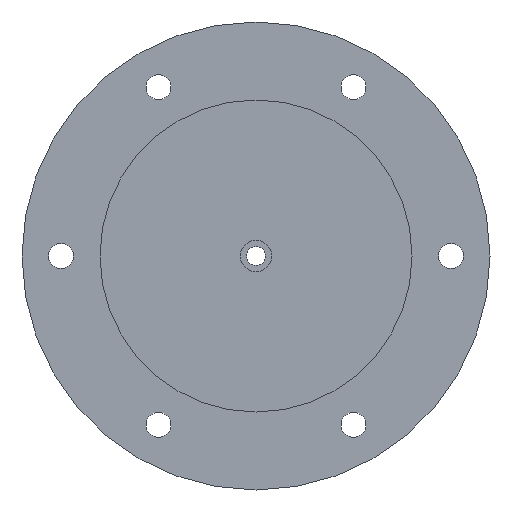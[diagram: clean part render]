
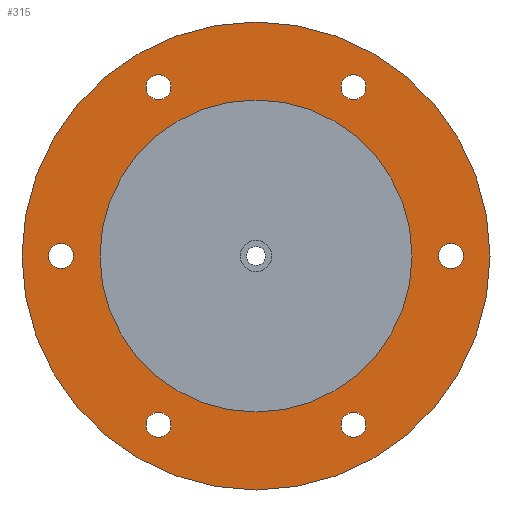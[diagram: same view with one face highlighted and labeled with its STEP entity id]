
A CAD part, front view. The second image highlights one B-rep face of the part: STEP entity #315.
In plain terms, the highlighted planar face has unit normal (0, -1, 0).
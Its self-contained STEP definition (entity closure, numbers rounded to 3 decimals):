
#27=FACE_BOUND('',#86,.T.);
#28=FACE_BOUND('',#87,.T.);
#29=FACE_BOUND('',#88,.T.);
#30=FACE_BOUND('',#89,.T.);
#31=FACE_BOUND('',#90,.T.);
#32=FACE_BOUND('',#91,.T.);
#33=FACE_BOUND('',#92,.T.);
#39=PLANE('',#378);
#57=FACE_OUTER_BOUND('',#85,.T.);
#85=EDGE_LOOP('',(#269));
#86=EDGE_LOOP('',(#270));
#87=EDGE_LOOP('',(#271));
#88=EDGE_LOOP('',(#272));
#89=EDGE_LOOP('',(#273));
#90=EDGE_LOOP('',(#274));
#91=EDGE_LOOP('',(#275));
#92=EDGE_LOOP('',(#276));
#125=CIRCLE('',#344,4.);
#127=CIRCLE('',#347,4.);
#129=CIRCLE('',#350,4.);
#131=CIRCLE('',#353,4.);
#133=CIRCLE('',#356,4.);
#137=CIRCLE('',#362,4.);
#145=CIRCLE('',#377,75.);
#146=CIRCLE('',#379,50.);
#150=VERTEX_POINT('',#492);
#152=VERTEX_POINT('',#498);
#154=VERTEX_POINT('',#504);
#156=VERTEX_POINT('',#510);
#158=VERTEX_POINT('',#516);
#162=VERTEX_POINT('',#528);
#170=VERTEX_POINT('',#555);
#171=VERTEX_POINT('',#559);
#175=EDGE_CURVE('',#150,#150,#125,.T.);
#178=EDGE_CURVE('',#152,#152,#127,.T.);
#181=EDGE_CURVE('',#154,#154,#129,.T.);
#184=EDGE_CURVE('',#156,#156,#131,.T.);
#187=EDGE_CURVE('',#158,#158,#133,.T.);
#193=EDGE_CURVE('',#162,#162,#137,.T.);
#205=EDGE_CURVE('',#170,#170,#145,.T.);
#207=EDGE_CURVE('',#171,#171,#146,.T.);
#269=ORIENTED_EDGE('',*,*,#205,.T.);
#270=ORIENTED_EDGE('',*,*,#175,.T.);
#271=ORIENTED_EDGE('',*,*,#178,.T.);
#272=ORIENTED_EDGE('',*,*,#181,.T.);
#273=ORIENTED_EDGE('',*,*,#184,.T.);
#274=ORIENTED_EDGE('',*,*,#187,.T.);
#275=ORIENTED_EDGE('',*,*,#193,.T.);
#276=ORIENTED_EDGE('',*,*,#207,.F.);
#315=ADVANCED_FACE('',(#57,#27,#28,#29,#30,#31,#32,#33),#39,.T.);
#344=AXIS2_PLACEMENT_3D('',#493,#391,#392);
#347=AXIS2_PLACEMENT_3D('',#499,#398,#399);
#350=AXIS2_PLACEMENT_3D('',#505,#405,#406);
#353=AXIS2_PLACEMENT_3D('',#511,#412,#413);
#356=AXIS2_PLACEMENT_3D('',#517,#419,#420);
#362=AXIS2_PLACEMENT_3D('',#529,#433,#434);
#377=AXIS2_PLACEMENT_3D('',#556,#467,#468);
#378=AXIS2_PLACEMENT_3D('',#558,#470,#471);
#379=AXIS2_PLACEMENT_3D('',#560,#472,#473);
#391=DIRECTION('center_axis',(0.,1.,0.));
#392=DIRECTION('ref_axis',(0.5,0.,-0.866));
#398=DIRECTION('center_axis',(0.,1.,0.));
#399=DIRECTION('ref_axis',(-0.5,0.,-0.866));
#405=DIRECTION('center_axis',(0.,1.,0.));
#406=DIRECTION('ref_axis',(-1.,0.,0.));
#412=DIRECTION('center_axis',(0.,1.,0.));
#413=DIRECTION('ref_axis',(-0.5,0.,0.866));
#419=DIRECTION('center_axis',(0.,1.,0.));
#420=DIRECTION('ref_axis',(0.5,0.,0.866));
#433=DIRECTION('center_axis',(0.,1.,0.));
#434=DIRECTION('ref_axis',(1.,0.,0.));
#467=DIRECTION('center_axis',(0.,-1.,0.));
#468=DIRECTION('ref_axis',(1.,0.,0.));
#470=DIRECTION('center_axis',(0.,-1.,0.));
#471=DIRECTION('ref_axis',(0.,0.,-1.));
#472=DIRECTION('center_axis',(0.,-1.,0.));
#473=DIRECTION('ref_axis',(1.,0.,0.));
#492=CARTESIAN_POINT('',(29.25,0.,-50.662));
#493=CARTESIAN_POINT('Origin',(31.25,0.,-54.127));
#498=CARTESIAN_POINT('',(-29.25,0.,-50.662));
#499=CARTESIAN_POINT('Origin',(-31.25,0.,-54.127));
#504=CARTESIAN_POINT('',(-58.5,0.,0.));
#505=CARTESIAN_POINT('Origin',(-62.5,0.,0.));
#510=CARTESIAN_POINT('',(-29.25,0.,50.662));
#511=CARTESIAN_POINT('Origin',(-31.25,0.,54.127));
#516=CARTESIAN_POINT('',(29.25,0.,50.662));
#517=CARTESIAN_POINT('Origin',(31.25,0.,54.127));
#528=CARTESIAN_POINT('',(58.5,0.,0.));
#529=CARTESIAN_POINT('Origin',(62.5,0.,0.));
#555=CARTESIAN_POINT('',(0.,0.,-75.));
#556=CARTESIAN_POINT('Origin',(0.,0.,0.));
#558=CARTESIAN_POINT('Origin',(0.,0.,50.));
#559=CARTESIAN_POINT('',(0.,0.,-50.));
#560=CARTESIAN_POINT('Origin',(0.,0.,0.));
